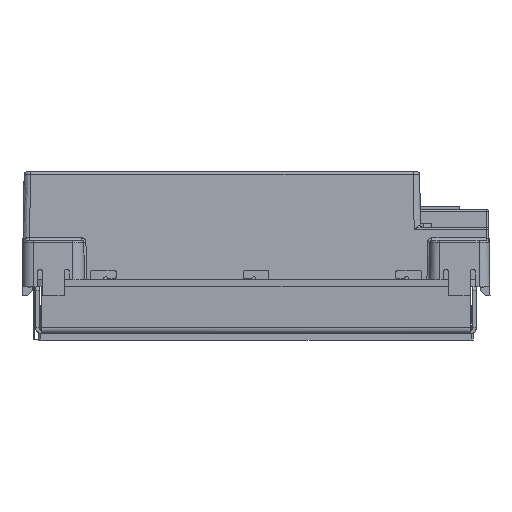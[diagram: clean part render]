
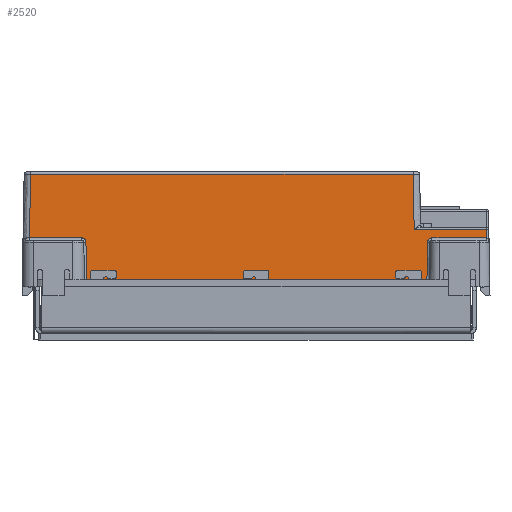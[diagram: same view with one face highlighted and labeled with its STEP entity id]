
A CAD part, left-side view. The second image highlights one B-rep face of the part: STEP entity #2520.
In plain terms, the highlighted planar face has unit normal (-1, 0, 0.018).
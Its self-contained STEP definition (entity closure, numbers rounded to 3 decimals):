
#1209=(
BOUNDED_CURVE()
B_SPLINE_CURVE(1,(#41964,#41965),.UNSPECIFIED.,.F.,.F.)
B_SPLINE_CURVE_WITH_KNOTS((2,2),(0.,2.018),.UNSPECIFIED.)
CURVE()
GEOMETRIC_REPRESENTATION_ITEM()
RATIONAL_B_SPLINE_CURVE((1.,1.))
REPRESENTATION_ITEM('')
);
#1231=(
BOUNDED_CURVE()
B_SPLINE_CURVE(1,(#42061,#42062),.UNSPECIFIED.,.F.,.F.)
B_SPLINE_CURVE_WITH_KNOTS((2,2),(0.,14.822),.UNSPECIFIED.)
CURVE()
GEOMETRIC_REPRESENTATION_ITEM()
RATIONAL_B_SPLINE_CURVE((1.,1.))
REPRESENTATION_ITEM('')
);
#1237=(
BOUNDED_CURVE()
B_SPLINE_CURVE(1,(#42082,#42083),.UNSPECIFIED.,.F.,.F.)
B_SPLINE_CURVE_WITH_KNOTS((2,2),(0.,12.804),.UNSPECIFIED.)
CURVE()
GEOMETRIC_REPRESENTATION_ITEM()
RATIONAL_B_SPLINE_CURVE((1.,1.))
REPRESENTATION_ITEM('')
);
#1312=(
BOUNDED_CURVE()
B_SPLINE_CURVE(2,(#43008,#43009,#43010),.UNSPECIFIED.,.F.,.F.)
B_SPLINE_CURVE_WITH_KNOTS((3,3),(-1.966,0.),.UNSPECIFIED.)
CURVE()
GEOMETRIC_REPRESENTATION_ITEM()
RATIONAL_B_SPLINE_CURVE((1.,0.713,1.))
REPRESENTATION_ITEM('')
);
#1313=(
BOUNDED_CURVE()
B_SPLINE_CURVE(2,(#43011,#43012,#43013),.UNSPECIFIED.,.F.,.F.)
B_SPLINE_CURVE_WITH_KNOTS((3,3),(-1.966,0.),.UNSPECIFIED.)
CURVE()
GEOMETRIC_REPRESENTATION_ITEM()
RATIONAL_B_SPLINE_CURVE((1.,0.713,1.))
REPRESENTATION_ITEM('')
);
#1343=(
BOUNDED_CURVE()
B_SPLINE_CURVE(1,(#43323,#43324),.UNSPECIFIED.,.F.,.F.)
B_SPLINE_CURVE_WITH_KNOTS((2,2),(-8.711,0.),.UNSPECIFIED.)
CURVE()
GEOMETRIC_REPRESENTATION_ITEM()
RATIONAL_B_SPLINE_CURVE((1.,1.))
REPRESENTATION_ITEM('')
);
#1344=(
BOUNDED_CURVE()
B_SPLINE_CURVE(1,(#43325,#43326),.UNSPECIFIED.,.F.,.F.)
B_SPLINE_CURVE_WITH_KNOTS((2,2),(-8.711,0.),.UNSPECIFIED.)
CURVE()
GEOMETRIC_REPRESENTATION_ITEM()
RATIONAL_B_SPLINE_CURVE((1.,1.))
REPRESENTATION_ITEM('')
);
#2520=ADVANCED_FACE('',(#4100),#25952,.T.);
#4100=FACE_OUTER_BOUND('',#5699,.T.);
#5699=EDGE_LOOP('',(#9876,#9877,#9878,#9879,#9880,#9881,#9882,#9883,#9884,
#9885,#9886,#9887));
#9876=ORIENTED_EDGE('',*,*,#16757,.T.);
#9877=ORIENTED_EDGE('',*,*,#16891,.T.);
#9878=ORIENTED_EDGE('',*,*,#16758,.F.);
#9879=ORIENTED_EDGE('',*,*,#16153,.F.);
#9880=ORIENTED_EDGE('',*,*,#16305,.F.);
#9881=ORIENTED_EDGE('',*,*,#16234,.F.);
#9882=ORIENTED_EDGE('',*,*,#16349,.F.);
#9883=ORIENTED_EDGE('',*,*,#16313,.F.);
#9884=ORIENTED_EDGE('',*,*,#16343,.F.);
#9885=ORIENTED_EDGE('',*,*,#16162,.F.);
#9886=ORIENTED_EDGE('',*,*,#16759,.F.);
#9887=ORIENTED_EDGE('',*,*,#16892,.T.);
#16153=EDGE_CURVE('',#23647,#23651,#20278,.T.);
#16162=EDGE_CURVE('',#23660,#23658,#20280,.T.);
#16234=EDGE_CURVE('',#23664,#23711,#20307,.T.);
#16305=EDGE_CURVE('',#23711,#23647,#1209,.T.);
#16313=EDGE_CURVE('',#23755,#23749,#20336,.T.);
#16343=EDGE_CURVE('',#23658,#23755,#1231,.T.);
#16349=EDGE_CURVE('',#23749,#23664,#1237,.T.);
#16757=EDGE_CURVE('',#24115,#24116,#20683,.T.);
#16758=EDGE_CURVE('',#23651,#23653,#1312,.T.);
#16759=EDGE_CURVE('',#23663,#23660,#1313,.T.);
#16891=EDGE_CURVE('',#24116,#23653,#1343,.T.);
#16892=EDGE_CURVE('',#23663,#24115,#1344,.T.);
#20278=B_SPLINE_CURVE_WITH_KNOTS('',1,(#41542,#41543),.UNSPECIFIED.,.F.,
 .F.,(2,2),(0.,12.746),.UNSPECIFIED.);
#20280=B_SPLINE_CURVE_WITH_KNOTS('',1,(#41578,#41579),.UNSPECIFIED.,.F.,
 .F.,(2,2),(0.,12.101),.UNSPECIFIED.);
#20307=B_SPLINE_CURVE_WITH_KNOTS('',1,(#41784,#41785),.UNSPECIFIED.,.F.,
 .F.,(2,2),(0.,16.823),.UNSPECIFIED.);
#20336=B_SPLINE_CURVE_WITH_KNOTS('',1,(#41984,#41985),.UNSPECIFIED.,.F.,
 .F.,(2,2),(0.,88.766),.UNSPECIFIED.);
#20683=B_SPLINE_CURVE_WITH_KNOTS('',1,(#43006,#43007),.UNSPECIFIED.,.F.,
 .F.,(2,2),(0.,78.956),.UNSPECIFIED.);
#23647=VERTEX_POINT('',#37562);
#23651=VERTEX_POINT('',#37566);
#23653=VERTEX_POINT('',#37568);
#23658=VERTEX_POINT('',#37573);
#23660=VERTEX_POINT('',#37575);
#23663=VERTEX_POINT('',#37578);
#23664=VERTEX_POINT('',#37579);
#23711=VERTEX_POINT('',#37626);
#23749=VERTEX_POINT('',#37664);
#23755=VERTEX_POINT('',#37670);
#24115=VERTEX_POINT('',#38030);
#24116=VERTEX_POINT('',#38031);
#25952=PLANE('',#27100);
#27100=AXIS2_PLACEMENT_3D('',#35992,#28129,$);
#28129=DIRECTION('',(-1.,0.,0.017));
#35992=CARTESIAN_POINT('',(-76.59,188.875,28.572));
#37562=CARTESIAN_POINT('',(-76.892,72.146,11.291));
#37566=CARTESIAN_POINT('',(-76.892,84.892,11.291));
#37568=CARTESIAN_POINT('',(-76.909,85.892,10.309));
#37573=CARTESIAN_POINT('',(-76.892,178.253,11.291));
#37575=CARTESIAN_POINT('',(-76.892,166.152,11.291));
#37578=CARTESIAN_POINT('',(-76.909,165.152,10.309));
#37579=CARTESIAN_POINT('',(-76.857,89.004,13.309));
#37626=CARTESIAN_POINT('',(-76.857,72.181,13.309));
#37664=CARTESIAN_POINT('',(-76.633,89.227,26.109));
#37670=CARTESIAN_POINT('',(-76.633,177.994,26.109));
#38030=CARTESIAN_POINT('',(-77.061,165.,1.6));
#38031=CARTESIAN_POINT('',(-77.061,86.044,1.6));
#41542=CARTESIAN_POINT('',(-76.892,72.146,11.291));
#41543=CARTESIAN_POINT('',(-76.892,84.892,11.291));
#41578=CARTESIAN_POINT('',(-76.892,166.152,11.291));
#41579=CARTESIAN_POINT('',(-76.892,178.253,11.291));
#41784=CARTESIAN_POINT('',(-76.857,89.004,13.309));
#41785=CARTESIAN_POINT('',(-76.857,72.181,13.309));
#41964=CARTESIAN_POINT('',(-76.857,72.181,13.309));
#41965=CARTESIAN_POINT('',(-76.892,72.146,11.291));
#41984=CARTESIAN_POINT('',(-76.633,177.994,26.109));
#41985=CARTESIAN_POINT('',(-76.633,89.227,26.109));
#42061=CARTESIAN_POINT('',(-76.892,178.253,11.291));
#42062=CARTESIAN_POINT('',(-76.633,177.994,26.109));
#42082=CARTESIAN_POINT('',(-76.633,89.227,26.109));
#42083=CARTESIAN_POINT('',(-76.857,89.004,13.309));
#43006=CARTESIAN_POINT('',(-77.061,165.,1.6));
#43007=CARTESIAN_POINT('',(-77.061,86.044,1.6));
#43008=CARTESIAN_POINT('',(-76.892,84.892,11.291));
#43009=CARTESIAN_POINT('',(-76.892,85.875,11.291));
#43010=CARTESIAN_POINT('',(-76.909,85.892,10.309));
#43011=CARTESIAN_POINT('',(-76.909,165.152,10.309));
#43012=CARTESIAN_POINT('',(-76.892,165.169,11.291));
#43013=CARTESIAN_POINT('',(-76.892,166.152,11.291));
#43323=CARTESIAN_POINT('',(-77.061,86.044,1.6));
#43324=CARTESIAN_POINT('',(-76.909,85.892,10.309));
#43325=CARTESIAN_POINT('',(-76.909,165.152,10.309));
#43326=CARTESIAN_POINT('',(-77.061,165.,1.6));
